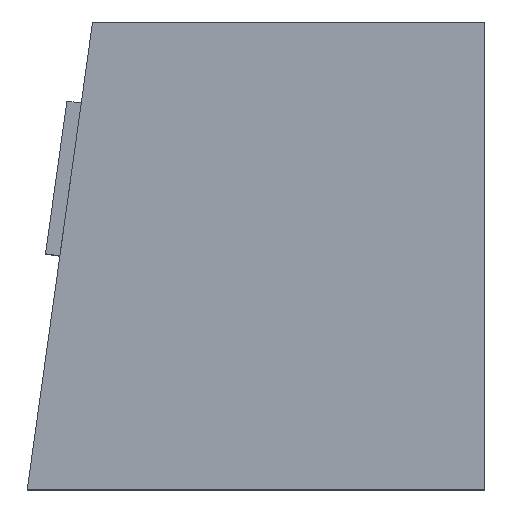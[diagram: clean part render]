
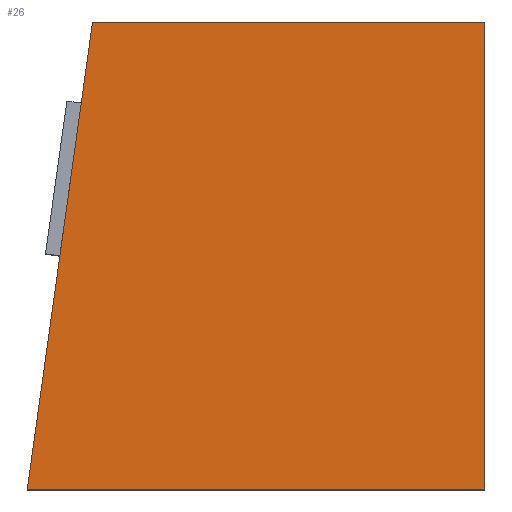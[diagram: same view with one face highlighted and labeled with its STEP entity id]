
A CAD part, top view. The second image highlights one B-rep face of the part: STEP entity #26.
In plain terms, the highlighted planar face has unit normal (0, 0, 1).
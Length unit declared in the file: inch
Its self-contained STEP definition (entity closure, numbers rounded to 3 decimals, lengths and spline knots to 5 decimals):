
#1 = VERTEX_POINT ( 'NONE', #45 ) ;
#26 = ADVANCED_FACE ( 'NONE', ( #40 ), #198, .T. ) ;
#30 = CARTESIAN_POINT ( 'NONE',  ( 9.75, -12.125, 20. ) ) ;
#38 = DIRECTION ( 'NONE',  ( -0.138, -0.99, 0. ) ) ;
#40 = FACE_OUTER_BOUND ( 'NONE', #134, .T. ) ;
#45 = CARTESIAN_POINT ( 'NONE',  ( -13.99211, -12.125, 20. ) ) ;
#52 = LINE ( 'NONE', #205, #262 ) ;
#57 = DIRECTION ( 'NONE',  ( 0., 1., 0. ) ) ;
#58 = VERTEX_POINT ( 'NONE', #300 ) ;
#60 = CARTESIAN_POINT ( 'NONE',  ( -10.60476, 12.125, 20. ) ) ;
#86 = DIRECTION ( 'NONE',  ( 1., 0., 0. ) ) ;
#103 = LINE ( 'NONE', #283, #183 ) ;
#108 = ORIENTED_EDGE ( 'NONE', *, *, #143, .T. ) ;
#127 = ORIENTED_EDGE ( 'NONE', *, *, #271, .T. ) ;
#129 = VECTOR ( 'NONE', #86, 39.37008 ) ;
#134 = EDGE_LOOP ( 'NONE', ( #149, #127, #303, #108 ) ) ;
#136 = CARTESIAN_POINT ( 'NONE',  ( 9.75, -12.125, 20. ) ) ;
#143 = EDGE_CURVE ( 'NONE', #162, #58, #241, .T. ) ;
#149 = ORIENTED_EDGE ( 'NONE', *, *, #229, .T. ) ;
#154 = DIRECTION ( 'NONE',  ( -1., 0., 0. ) ) ;
#162 = VERTEX_POINT ( 'NONE', #136 ) ;
#183 = VECTOR ( 'NONE', #154, 39.37008 ) ;
#189 = LINE ( 'NONE', #30, #129 ) ;
#198 = PLANE ( 'NONE',  #279 ) ;
#205 = CARTESIAN_POINT ( 'NONE',  ( -13.99211, -12.125, 20. ) ) ;
#229 = EDGE_CURVE ( 'NONE', #58, #286, #103, .T. ) ;
#241 = LINE ( 'NONE', #272, #251 ) ;
#251 = VECTOR ( 'NONE', #57, 39.37008 ) ;
#262 = VECTOR ( 'NONE', #38, 39.37008 ) ;
#271 = EDGE_CURVE ( 'NONE', #286, #1, #52, .T. ) ;
#272 = CARTESIAN_POINT ( 'NONE',  ( 9.75, 12.125, 20. ) ) ;
#279 = AXIS2_PLACEMENT_3D ( 'NONE', #294, #326, #325 ) ;
#283 = CARTESIAN_POINT ( 'NONE',  ( -10.60476, 12.125, 20. ) ) ;
#286 = VERTEX_POINT ( 'NONE', #60 ) ;
#294 = CARTESIAN_POINT ( 'NONE',  ( 0., 0., 20. ) ) ;
#296 = EDGE_CURVE ( 'NONE', #1, #162, #189, .T. ) ;
#300 = CARTESIAN_POINT ( 'NONE',  ( 9.75, 12.125, 20. ) ) ;
#303 = ORIENTED_EDGE ( 'NONE', *, *, #296, .T. ) ;
#325 = DIRECTION ( 'NONE',  ( 1., 0., 0. ) ) ;
#326 = DIRECTION ( 'NONE',  ( 0., 0., 1. ) ) ;
